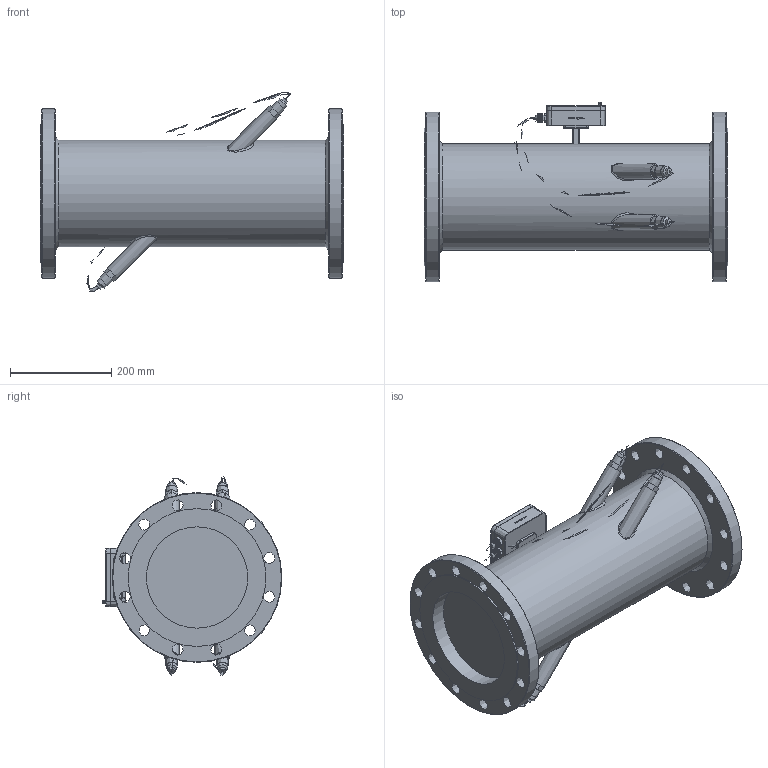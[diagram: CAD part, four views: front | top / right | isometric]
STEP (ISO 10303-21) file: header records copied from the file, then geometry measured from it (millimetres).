
FILE_DESCRIPTION(/* description */ (''),/* implementation_level */ '2;1');
FILE_NAME(/* name */ 'DN200.stp',/* time_stamp */ '2015-07-29T10:00:20+03:00',/* author */ ('ZavodPSI'),/* organization */ (''),/* preprocessor_version */ 'ST-DEVELOPER v15.6',/* originating_system */ 'Autodesk Inventor 2015',/* authorisation */ '');
FILE_SCHEMA (('AUTOMOTIVE_DESIGN { 1 0 10303 214 3 1 1 }'));
Length unit declared in the file: millimetre
Products named in the file (1): DN200
Bounding box: 600 x 355 x 392.91 mm (x, y, z)
Volume: 22612597.9 mm3; surface area: 912155.1 mm2
Topology: 36 solids, 36 shells, 1020 faces, 2705 edges, 1792 vertices
Faces by surface type: plane 720, cylinder 251, bspline 31, torus 14, cone 4
Full cylindrical faces by diameter (mm): 2 x1, 4 x5, 6 x2, 12 x4, 14 x4, 21 x4, 22 x24, 23 x4, 30 x4, 200 x2, 210 x1, 272 x2, 335 x2
Entity records: 42364 total; most frequent: CARTESIAN_POINT 15814, ORIENTED_EDGE 5272, DIRECTION 5098, EDGE_CURVE 2636, LINE 2046, VECTOR 2046, VERTEX_POINT 1792, AXIS2_PLACEMENT_3D 1526
